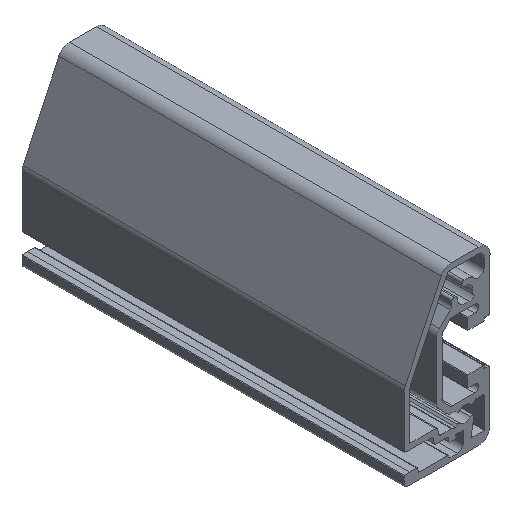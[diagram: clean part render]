
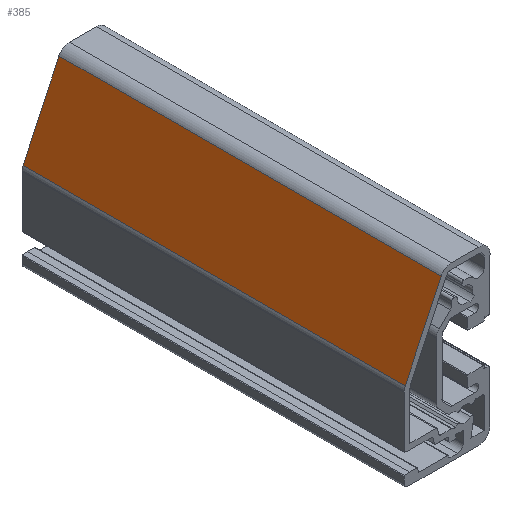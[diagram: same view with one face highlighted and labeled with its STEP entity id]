
A CAD part, isometric view. The second image highlights one B-rep face of the part: STEP entity #385.
In plain terms, the highlighted planar face has unit normal (-0.906, 0, 0.423).
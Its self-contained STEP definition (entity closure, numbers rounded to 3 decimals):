
#385 = ADVANCED_FACE( '', ( #769 ), #770, .F. );
#769 = FACE_OUTER_BOUND( '', #1147, .T. );
#770 = PLANE( '', #1148 );
#1147 = EDGE_LOOP( '', ( #2346, #2347, #2348, #2349 ) );
#1148 = AXIS2_PLACEMENT_3D( '', #2350, #2351, #2352 );
#2346 = ORIENTED_EDGE( '', *, *, #2713, .T. );
#2347 = ORIENTED_EDGE( '', *, *, #2574, .F. );
#2348 = ORIENTED_EDGE( '', *, *, #2839, .F. );
#2349 = ORIENTED_EDGE( '', *, *, #2534, .T. );
#2350 = CARTESIAN_POINT( '', ( -10.969, 100., 0.603 ) );
#2351 = DIRECTION( '', ( 0.906, 0., -0.423 ) );
#2352 = DIRECTION( '', ( -0.423, 0., -0.906 ) );
#2534 = EDGE_CURVE( '', #3140, #3138, #3141, .T. );
#2574 = EDGE_CURVE( '', #3202, #3197, #3204, .T. );
#2713 = EDGE_CURVE( '', #3138, #3197, #3409, .T. );
#2839 = EDGE_CURVE( '', #3140, #3202, #3567, .T. );
#3138 = VERTEX_POINT( '', #3955 );
#3140 = VERTEX_POINT( '', #3957 );
#3141 = LINE( '', #3958, #3959 );
#3197 = VERTEX_POINT( '', #4031 );
#3202 = VERTEX_POINT( '', #4037 );
#3204 = LINE( '', #4039, #4040 );
#3409 = LINE( '', #4310, #4311 );
#3567 = LINE( '', #4532, #4533 );
#3955 = CARTESIAN_POINT( '', ( -10.969, 0., 0.603 ) );
#3957 = CARTESIAN_POINT( '', ( -10.969, 100., 0.603 ) );
#3958 = CARTESIAN_POINT( '', ( -10.969, 100., 0.603 ) );
#3959 = VECTOR( '', #4752, 1000. );
#4031 = CARTESIAN_POINT( '', ( -1.566, 0., 20.768 ) );
#4037 = CARTESIAN_POINT( '', ( -1.566, 100., 20.768 ) );
#4039 = CARTESIAN_POINT( '', ( -1.566, 100., 20.768 ) );
#4040 = VECTOR( '', #4809, 1000. );
#4310 = CARTESIAN_POINT( '', ( -10.969, 0., 0.603 ) );
#4311 = VECTOR( '', #5004, 1000. );
#4532 = CARTESIAN_POINT( '', ( -10.969, 100., 0.603 ) );
#4533 = VECTOR( '', #5167, 1000. );
#4752 = DIRECTION( '', ( 0., -1., 0. ) );
#4809 = DIRECTION( '', ( 0., -1., 0. ) );
#5004 = DIRECTION( '', ( 0.423, 0., 0.906 ) );
#5167 = DIRECTION( '', ( 0.423, 0., 0.906 ) );
